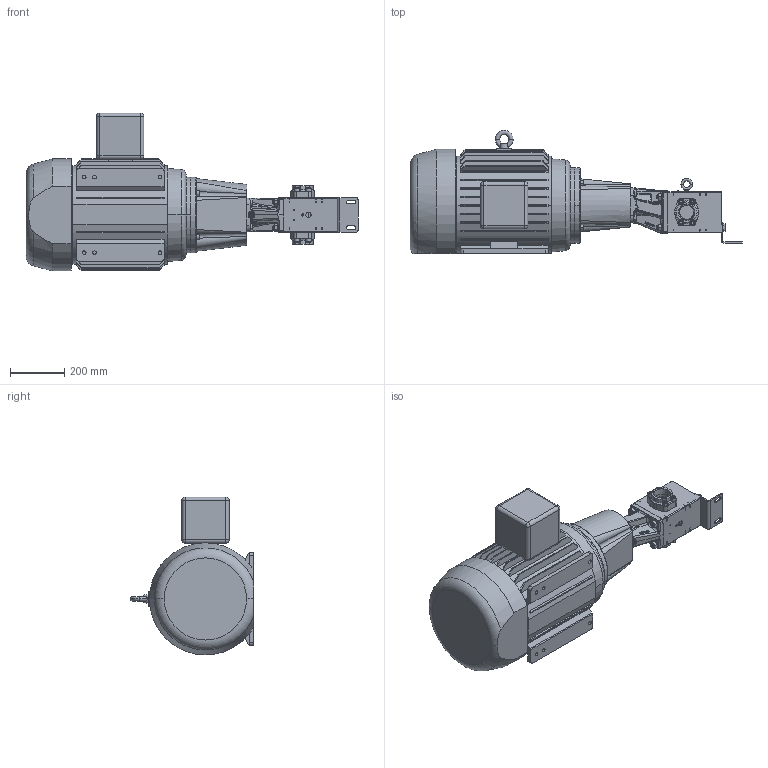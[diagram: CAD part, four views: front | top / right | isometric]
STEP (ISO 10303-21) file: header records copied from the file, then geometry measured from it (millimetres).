
FILE_DESCRIPTION (( 'STEP AP214' ), '1' );
FILE_NAME ('GPV-1018-018-U.STEP', '2019-05-22T20:42:45', ( '' ), ( '' ), 'SwSTEP 2.0', 'SolidWorks 2018', '' );
FILE_SCHEMA (( 'AUTOMOTIVE_DESIGN' ));
Length unit declared in the file: inch
Products named in the file (1): GPV-1018-018-U
Bounding box: 1226.59 x 454.94 x 583.44 mm (x, y, z)
Volume: 61774045.4 mm3; surface area: 2972750.2 mm2
Topology: 24 solids, 25 shells, 2389 faces, 5824 edges, 3602 vertices
Faces by surface type: plane 906, cylinder 727, cone 472, bspline 181, torus 63, sphere 40
Entity records: 118455 total; most frequent: CARTESIAN_POINT 32599, ORIENTED_EDGE 11604, DIRECTION 11014, EDGE_CURVE 5802, AXIS2_PLACEMENT_3D 4197, VERTEX_POINT 3602, LINE 2620, VECTOR 2620
